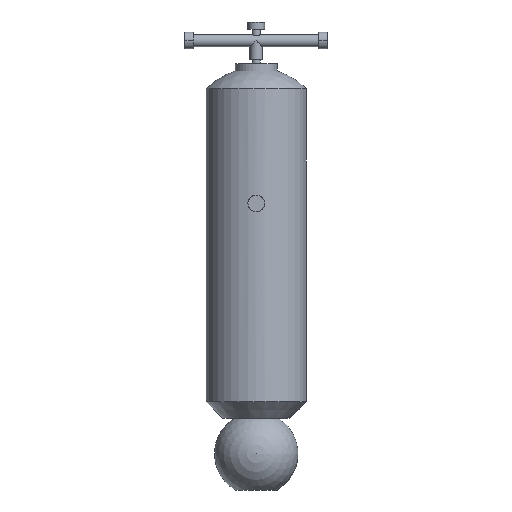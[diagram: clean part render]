
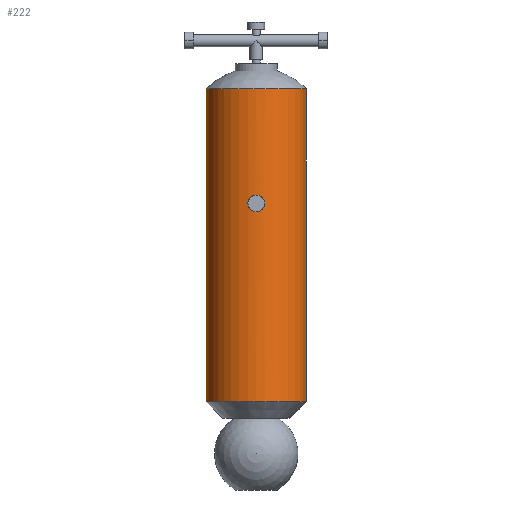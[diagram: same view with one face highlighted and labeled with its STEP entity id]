
A CAD part, front view. The second image highlights one B-rep face of the part: STEP entity #222.
In plain terms, the highlighted cylindrical face has radius 12 mm (diameter 24 mm), a partial arc.
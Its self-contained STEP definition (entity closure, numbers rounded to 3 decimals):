
#11 = EDGE_CURVE ( 'NONE', #907, #633, #386, .T. ) ;
#28 = CARTESIAN_POINT ( 'NONE',  ( -1.748, -11.872, 61.007 ) ) ;
#33 = CARTESIAN_POINT ( 'NONE',  ( -0.131, -12., 58. ) ) ;
#40 = CARTESIAN_POINT ( 'NONE',  ( -1.321, -11.927, 58.493 ) ) ;
#61 = CARTESIAN_POINT ( 'NONE',  ( 2., -11.832, 60.131 ) ) ;
#75 = ORIENTED_EDGE ( 'NONE', *, *, #515, .T. ) ;
#76 = EDGE_CURVE ( 'NONE', #1066, #1341, #1438, .T. ) ;
#85 = DIRECTION ( 'NONE',  ( 0., 0., 1. ) ) ;
#128 = CARTESIAN_POINT ( 'NONE',  ( 12., 0., 12.489 ) ) ;
#132 = B_SPLINE_CURVE_WITH_KNOTS ( 'NONE', 3,
 ( #841, #556, #169, #697, #295, #730, #560, #956, #440, #1614, #28, #1360, #1621, #833, #828, #1091, #851, #1352, #978, #1228, #1606, #40, #990, #722, #417, #1478, #586, #579, #33, #1346 ),
 .UNSPECIFIED., .F., .F.,
 ( 4, 2, 2, 2, 2, 2, 2, 2, 2, 2, 2, 2, 2, 2, 4 ),
 ( 0., 0., 0.001, 0.001, 0.002, 0.002, 0.003, 0.004, 0.004, 0.004, 0.005, 0.005, 0.005, 0.006, 0.006 ),
 .UNSPECIFIED. ) ;
#135 = AXIS2_PLACEMENT_3D ( 'NONE', #928, #1327, #1589 ) ;
#169 = CARTESIAN_POINT ( 'NONE',  ( -0.263, -11.998, 61.987 ) ) ;
#196 = CARTESIAN_POINT ( 'NONE',  ( 1.591, -11.894, 61.219 ) ) ;
#201 = FACE_OUTER_BOUND ( 'NONE', #964, .T. ) ;
#216 = CARTESIAN_POINT ( 'NONE',  ( 0., -12., 58. ) ) ;
#222 = ADVANCED_FACE ( 'NONE', ( #201, #614 ), #1006, .T. ) ;
#290 = AXIS2_PLACEMENT_3D ( 'NONE', #935, #413, #679 ) ;
#295 = CARTESIAN_POINT ( 'NONE',  ( -0.646, -11.983, 61.897 ) ) ;
#298 = AXIS2_PLACEMENT_3D ( 'NONE', #467, #85, #490 ) ;
#318 = CARTESIAN_POINT ( 'NONE',  ( 1.735, -11.874, 58.996 ) ) ;
#327 = CARTESIAN_POINT ( 'NONE',  ( 1.936, -11.843, 60.517 ) ) ;
#351 = CARTESIAN_POINT ( 'NONE',  ( 1.59, -11.894, 58.78 ) ) ;
#386 = LINE ( 'NONE', #1428, #1403 ) ;
#403 = CARTESIAN_POINT ( 'NONE',  ( -12., 0., 3.254 ) ) ;
#413 = DIRECTION ( 'NONE',  ( 0., 0., 1. ) ) ;
#417 = CARTESIAN_POINT ( 'NONE',  ( -0.887, -11.968, 58.203 ) ) ;
#424 = CARTESIAN_POINT ( 'NONE',  ( 0.528, -11.991, 61.947 ) ) ;
#440 = CARTESIAN_POINT ( 'NONE',  ( -1.322, -11.927, 61.506 ) ) ;
#449 = CARTESIAN_POINT ( 'NONE',  ( 0., -12., 62. ) ) ;
#454 = CARTESIAN_POINT ( 'NONE',  ( 0.525, -11.991, 58.053 ) ) ;
#455 = CARTESIAN_POINT ( 'NONE',  ( -12., 0., 87.462 ) ) ;
#462 = CARTESIAN_POINT ( 'NONE',  ( 1.231, -11.938, 61.597 ) ) ;
#467 = CARTESIAN_POINT ( 'NONE',  ( 0., 0., 3.254 ) ) ;
#490 = DIRECTION ( 'NONE',  ( 1., 0., 0. ) ) ;
#491 = CARTESIAN_POINT ( 'NONE',  ( -12., 0., 12.489 ) ) ;
#515 = EDGE_CURVE ( 'NONE', #1066, #907, #880, .T. ) ;
#556 = CARTESIAN_POINT ( 'NONE',  ( -0.132, -12., 62. ) ) ;
#560 = CARTESIAN_POINT ( 'NONE',  ( -1.003, -11.959, 61.735 ) ) ;
#579 = CARTESIAN_POINT ( 'NONE',  ( -0.263, -11.998, 58.013 ) ) ;
#586 = CARTESIAN_POINT ( 'NONE',  ( -0.52, -11.989, 58.064 ) ) ;
#614 = FACE_BOUND ( 'NONE', #1001, .T. ) ;
#621 = CARTESIAN_POINT ( 'NONE',  ( 12., 0., 87.462 ) ) ;
#629 = CARTESIAN_POINT ( 'NONE',  ( 1.506, -11.906, 58.677 ) ) ;
#633 = VERTEX_POINT ( 'NONE', #621 ) ;
#679 = DIRECTION ( 'NONE',  ( 1., 0., 0. ) ) ;
#697 = CARTESIAN_POINT ( 'NONE',  ( -0.518, -11.989, 61.936 ) ) ;
#722 = CARTESIAN_POINT ( 'NONE',  ( -1.004, -11.958, 58.265 ) ) ;
#725 = CARTESIAN_POINT ( 'NONE',  ( 1.321, -11.927, 58.493 ) ) ;
#730 = CARTESIAN_POINT ( 'NONE',  ( -0.888, -11.968, 61.797 ) ) ;
#731 = ORIENTED_EDGE ( 'NONE', *, *, #968, .F. ) ;
#734 = CARTESIAN_POINT ( 'NONE',  ( 1.221, -11.938, 58.41 ) ) ;
#761 = CARTESIAN_POINT ( 'NONE',  ( 1.002, -11.959, 58.264 ) ) ;
#802 = VERTEX_POINT ( 'NONE', #1202 ) ;
#828 = CARTESIAN_POINT ( 'NONE',  ( -1.987, -11.834, 59.737 ) ) ;
#833 = CARTESIAN_POINT ( 'NONE',  ( -2., -11.832, 59.87 ) ) ;
#841 = CARTESIAN_POINT ( 'NONE',  ( 0., -12., 62. ) ) ;
#851 = CARTESIAN_POINT ( 'NONE',  ( -1.898, -11.849, 59.356 ) ) ;
#854 = CARTESIAN_POINT ( 'NONE',  ( 1.987, -11.834, 59.736 ) ) ;
#859 = VECTOR ( 'NONE', #942, 1000. ) ;
#862 = CARTESIAN_POINT ( 'NONE',  ( 1.898, -11.849, 60.644 ) ) ;
#880 = CIRCLE ( 'NONE', #135, 12. ) ;
#907 = VERTEX_POINT ( 'NONE', #128 ) ;
#928 = CARTESIAN_POINT ( 'NONE',  ( 0., 0., 12.489 ) ) ;
#935 = CARTESIAN_POINT ( 'NONE',  ( 0., 0., 87.462 ) ) ;
#942 = DIRECTION ( 'NONE',  ( 0., 0., 1. ) ) ;
#956 = CARTESIAN_POINT ( 'NONE',  ( -1.22, -11.938, 61.59 ) ) ;
#962 = CARTESIAN_POINT ( 'NONE',  ( 0.265, -12., 62. ) ) ;
#964 = EDGE_LOOP ( 'NONE', ( #1295, #75, #1284, #1485 ) ) ;
#965 = B_SPLINE_CURVE_WITH_KNOTS ( 'NONE', 3,
 ( #216, #1017, #454, #1537, #761, #734, #725, #629, #351, #318, #1138, #1127, #1254, #854, #994, #61, #1513, #327, #862, #1383, #1392, #196, #1264, #462, #1108, #424, #962, #1620 ),
 .UNSPECIFIED., .F., .F.,
 ( 4, 2, 2, 2, 2, 2, 2, 2, 2, 2, 2, 2, 2, 4 ),
 ( 0.006, 0.007, 0.007, 0.008, 0.008, 0.009, 0.009, 0.009, 0.01, 0.01, 0.011, 0.011, 0.012, 0.013 ),
 .UNSPECIFIED. ) ;
#968 = EDGE_CURVE ( 'NONE', #1026, #802, #132, .T. ) ;
#978 = CARTESIAN_POINT ( 'NONE',  ( -1.735, -11.874, 58.997 ) ) ;
#990 = CARTESIAN_POINT ( 'NONE',  ( -1.22, -11.938, 58.41 ) ) ;
#994 = CARTESIAN_POINT ( 'NONE',  ( 2., -11.832, 59.867 ) ) ;
#1001 = EDGE_LOOP ( 'NONE', ( #731, #1124 ) ) ;
#1006 = CYLINDRICAL_SURFACE ( 'NONE', #298, 12. ) ;
#1017 = CARTESIAN_POINT ( 'NONE',  ( 0.261, -12., 58. ) ) ;
#1026 = VERTEX_POINT ( 'NONE', #449 ) ;
#1066 = VERTEX_POINT ( 'NONE', #491 ) ;
#1091 = CARTESIAN_POINT ( 'NONE',  ( -1.936, -11.843, 59.481 ) ) ;
#1097 = CIRCLE ( 'NONE', #290, 12. ) ;
#1108 = CARTESIAN_POINT ( 'NONE',  ( 1.009, -11.96, 61.747 ) ) ;
#1124 = ORIENTED_EDGE ( 'NONE', *, *, #1652, .F. ) ;
#1127 = CARTESIAN_POINT ( 'NONE',  ( 1.897, -11.849, 59.354 ) ) ;
#1138 = CARTESIAN_POINT ( 'NONE',  ( 1.796, -11.865, 59.111 ) ) ;
#1200 = DIRECTION ( 'NONE',  ( 0., 0., 1. ) ) ;
#1202 = CARTESIAN_POINT ( 'NONE',  ( 0., -12., 58. ) ) ;
#1228 = CARTESIAN_POINT ( 'NONE',  ( -1.59, -11.894, 58.78 ) ) ;
#1238 = EDGE_CURVE ( 'NONE', #1341, #633, #1097, .T. ) ;
#1254 = CARTESIAN_POINT ( 'NONE',  ( 1.936, -11.843, 59.48 ) ) ;
#1264 = CARTESIAN_POINT ( 'NONE',  ( 1.507, -11.905, 61.321 ) ) ;
#1284 = ORIENTED_EDGE ( 'NONE', *, *, #11, .T. ) ;
#1295 = ORIENTED_EDGE ( 'NONE', *, *, #76, .F. ) ;
#1327 = DIRECTION ( 'NONE',  ( 0., 0., 1. ) ) ;
#1341 = VERTEX_POINT ( 'NONE', #455 ) ;
#1346 = CARTESIAN_POINT ( 'NONE',  ( 0., -12., 58. ) ) ;
#1352 = CARTESIAN_POINT ( 'NONE',  ( -1.798, -11.865, 59.113 ) ) ;
#1360 = CARTESIAN_POINT ( 'NONE',  ( -1.947, -11.841, 60.526 ) ) ;
#1383 = CARTESIAN_POINT ( 'NONE',  ( 1.798, -11.865, 60.886 ) ) ;
#1392 = CARTESIAN_POINT ( 'NONE',  ( 1.736, -11.874, 61.001 ) ) ;
#1403 = VECTOR ( 'NONE', #1200, 1000. ) ;
#1428 = CARTESIAN_POINT ( 'NONE',  ( 12., 0., 3.254 ) ) ;
#1438 = LINE ( 'NONE', #403, #859 ) ;
#1478 = CARTESIAN_POINT ( 'NONE',  ( -0.645, -11.983, 58.102 ) ) ;
#1485 = ORIENTED_EDGE ( 'NONE', *, *, #1238, .F. ) ;
#1513 = CARTESIAN_POINT ( 'NONE',  ( 1.987, -11.834, 60.261 ) ) ;
#1537 = CARTESIAN_POINT ( 'NONE',  ( 0.886, -11.968, 58.202 ) ) ;
#1589 = DIRECTION ( 'NONE',  ( 1., 0., 0. ) ) ;
#1606 = CARTESIAN_POINT ( 'NONE',  ( -1.507, -11.905, 58.679 ) ) ;
#1614 = CARTESIAN_POINT ( 'NONE',  ( -1.599, -11.894, 61.23 ) ) ;
#1620 = CARTESIAN_POINT ( 'NONE',  ( 0., -12., 62. ) ) ;
#1621 = CARTESIAN_POINT ( 'NONE',  ( -2., -11.832, 60.262 ) ) ;
#1652 = EDGE_CURVE ( 'NONE', #802, #1026, #965, .T. ) ;
